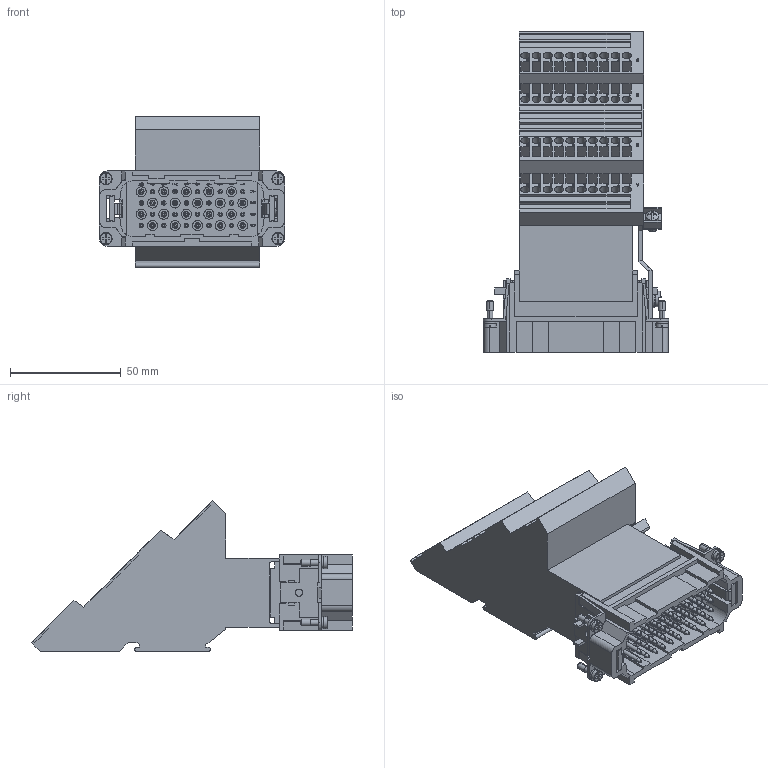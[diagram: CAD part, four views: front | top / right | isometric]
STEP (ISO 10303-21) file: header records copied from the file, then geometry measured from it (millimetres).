
FILE_DESCRIPTION((''),'2;1');
FILE_NAME('CTM 40 R.stp','2006-11-27T12:42:38',('gembarski'),(''),'Autodesk Inventor 7','Autodesk Inventor 7','');
FILE_SCHEMA(('AUTOMOTIVE_DESIGN { 1 0 10303 214 1 1 1 1 }'));
Length unit declared in the file: millimetre
Products named in the file (1): CTM 40 R
Bounding box: 83.5 x 144.5 x 68 mm (x, y, z)
Volume: 255058.1 mm3; surface area: 65261.6 mm2
Topology: 3 solids, 3 shells, 2167 faces, 5605 edges, 3685 vertices
Faces by surface type: plane 1091, bspline 674, cylinder 308, cone 84, sphere 6, torus 4
Entity records: 69159 total; most frequent: CARTESIAN_POINT 19408, ORIENTED_EDGE 11218, DIRECTION 8366, EDGE_CURVE 5609, VECTOR 3724, LINE 3724, VERTEX_POINT 3685, EDGE_LOOP 2448
